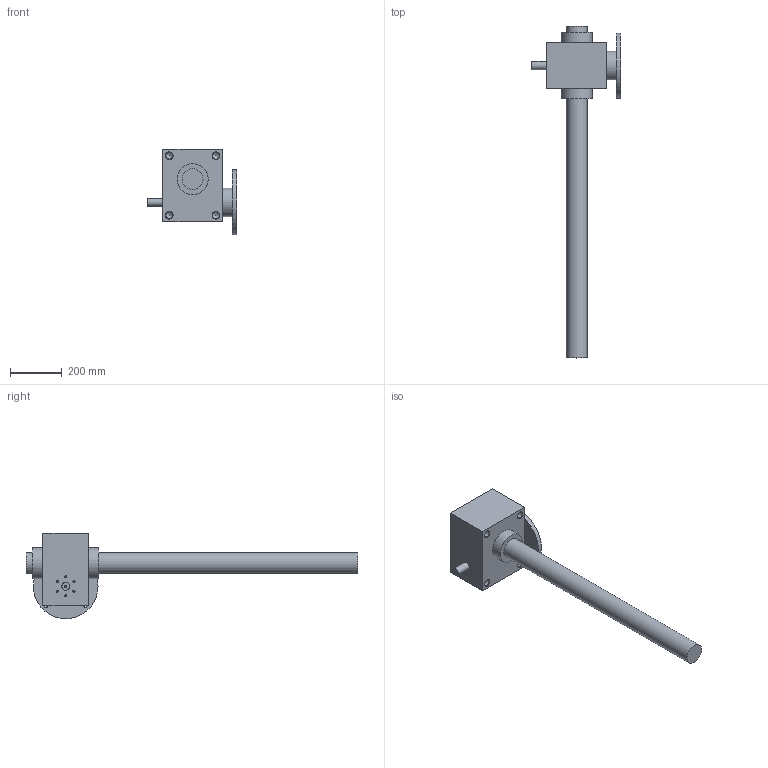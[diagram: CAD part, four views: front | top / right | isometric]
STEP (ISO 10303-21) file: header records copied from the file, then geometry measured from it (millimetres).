
FILE_DESCRIPTION( ( 'STEP AP214' ), ' ' );
FILE_NAME( 'TP8010_MBD_100-112_B5_R.1_5_C.1000_-_-_-_-_-_-_-.stp', '2017-08-20T11:52:32', ( '' ), ( '' ), ' ', 'PARTsolutions', ' ' );
FILE_SCHEMA( ( 'AUTOMOTIVE_DESIGN { 1 0 10303 214 1 1 1 1 }' ) );
Length unit declared in the file: millimetre
Products named in the file (5): TP8010_MBD_100-112/B5_R.1/5_C.1000_-_-_-_-_-_-_-; _TP8010_4_1_1_1_1_110001-1; _TP8010-2; _TP8010_1000_1_1_11-3; _8010_9-fl
Assembly tree (4 placements, depth 2):
  TP8010_MBD_100-112/B5_R.1/5_C.1000_-_-_-_-_-_-_-
    _TP8010_4_1_1_1_1_110001-1
    _TP8010-2
    _TP8010_1000_1_1_11-3
    _8010_9-fl
Bounding box: 345 x 1281 x 330 mm (x, y, z)
Volume: 18494958.7 mm3; surface area: 917487 mm2
Topology: 4 solids, 4 shells, 202 faces, 502 edges, 323 vertices
Faces by surface type: plane 98, cylinder 64, cone 40
Full cylindrical faces by diameter (mm): 6.647 x6, 8.376 x1, 10.106 x4, 26.211 x8, 30 x2, 55 x1, 70 x1, 80 x1, 110 x1, 120 x2, 180 x1, 250 x1
Entity records: 7296 total; most frequent: CARTESIAN_POINT 1000, DIRECTION 976, ORIENTED_EDGE 826, EDGE_CURVE 413, AXIS2_PLACEMENT_3D 358, VERTEX_POINT 318, EDGE_LOOP 298, LINE 260
